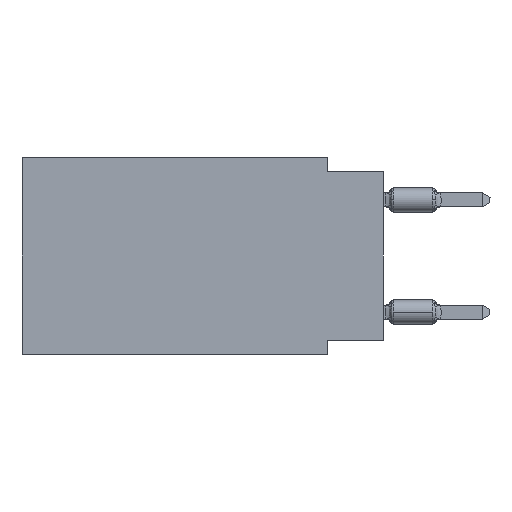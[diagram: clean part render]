
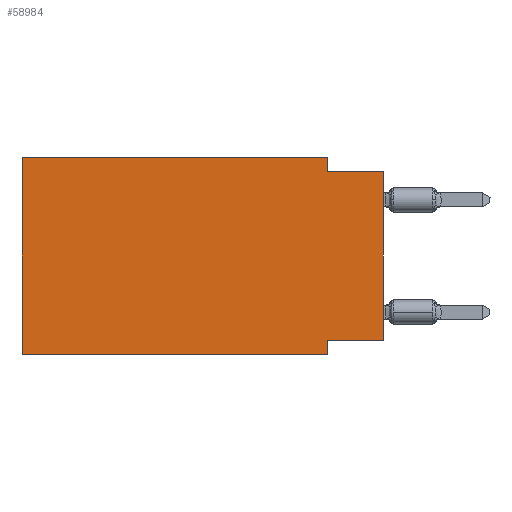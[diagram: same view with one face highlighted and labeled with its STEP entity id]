
A CAD part, left-side view. The second image highlights one B-rep face of the part: STEP entity #58984.
In plain terms, the highlighted planar face has unit normal (-1, 0, 0).
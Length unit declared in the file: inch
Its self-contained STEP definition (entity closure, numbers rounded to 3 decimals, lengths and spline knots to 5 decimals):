
#158 = VECTOR ( 'NONE', #52702, 39.37008 ) ;
#2123 = VERTEX_POINT ( 'NONE', #5133 ) ;
#2327 = DIRECTION ( 'NONE',  ( 1., 0., 0. ) ) ;
#3468 = CARTESIAN_POINT ( 'NONE',  ( 0., 0.1, 0. ) ) ;
#3826 = ORIENTED_EDGE ( 'NONE', *, *, #56564, .F. ) ;
#4718 = DIRECTION ( 'NONE',  ( 0., -1., 0. ) ) ;
#5051 = CARTESIAN_POINT ( 'NONE',  ( 0., 0.645, -0.35 ) ) ;
#5133 = CARTESIAN_POINT ( 'NONE',  ( 0., 0.1, -0.35 ) ) ;
#6611 = VERTEX_POINT ( 'NONE', #32920 ) ;
#6861 = VERTEX_POINT ( 'NONE', #15915 ) ;
#8188 = LINE ( 'NONE', #48318, #38144 ) ;
#9165 = VECTOR ( 'NONE', #58999, 39.37008 ) ;
#11900 = VECTOR ( 'NONE', #4718, 39.37008 ) ;
#11938 = VERTEX_POINT ( 'NONE', #13481 ) ;
#12245 = LINE ( 'NONE', #31828, #158 ) ;
#13329 = VERTEX_POINT ( 'NONE', #35204 ) ;
#13333 = LINE ( 'NONE', #20940, #52430 ) ;
#13481 = CARTESIAN_POINT ( 'NONE',  ( 0., 0.645, 0. ) ) ;
#15486 = CARTESIAN_POINT ( 'NONE',  ( 0., 0.1, -0.35 ) ) ;
#15793 = LINE ( 'NONE', #15486, #51800 ) ;
#15915 = CARTESIAN_POINT ( 'NONE',  ( 0., 0.1, -0.325 ) ) ;
#16285 = CARTESIAN_POINT ( 'NONE',  ( 0., 0., -0.025 ) ) ;
#18522 = ORIENTED_EDGE ( 'NONE', *, *, #61439, .F. ) ;
#19261 = AXIS2_PLACEMENT_3D ( 'NONE', #31396, #2327, #22238 ) ;
#19723 = DIRECTION ( 'NONE',  ( 0., 0., -1. ) ) ;
#20940 = CARTESIAN_POINT ( 'NONE',  ( 0., 0., -0.325 ) ) ;
#22238 = DIRECTION ( 'NONE',  ( 0., 0., -1. ) ) ;
#23396 = CARTESIAN_POINT ( 'NONE',  ( 0., 0., 0. ) ) ;
#24390 = DIRECTION ( 'NONE',  ( 0., 0., 1. ) ) ;
#25224 = EDGE_CURVE ( 'NONE', #37357, #43213, #64193, .T. ) ;
#25570 = EDGE_CURVE ( 'NONE', #11938, #13329, #12245, .T. ) ;
#26162 = DIRECTION ( 'NONE',  ( 0., 1., 0. ) ) ;
#27116 = ORIENTED_EDGE ( 'NONE', *, *, #25570, .F. ) ;
#28786 = EDGE_CURVE ( 'NONE', #6611, #2123, #29506, .T. ) ;
#28999 = CARTESIAN_POINT ( 'NONE',  ( 0., 0.1, -0.025 ) ) ;
#29506 = LINE ( 'NONE', #5051, #11900 ) ;
#31396 = CARTESIAN_POINT ( 'NONE',  ( 0., 0.645, 0. ) ) ;
#31828 = CARTESIAN_POINT ( 'NONE',  ( 0., 0.645, 0. ) ) ;
#31981 = VECTOR ( 'NONE', #38067, 39.37008 ) ;
#32346 = DIRECTION ( 'NONE',  ( 0., 0., 1. ) ) ;
#32920 = CARTESIAN_POINT ( 'NONE',  ( 0., 0.645, -0.35 ) ) ;
#33394 = EDGE_CURVE ( 'NONE', #6611, #11938, #8188, .T. ) ;
#34098 = ORIENTED_EDGE ( 'NONE', *, *, #41043, .F. ) ;
#35204 = CARTESIAN_POINT ( 'NONE',  ( 0., 0.1, 0. ) ) ;
#37284 = EDGE_CURVE ( 'NONE', #39817, #43213, #43671, .T. ) ;
#37357 = VERTEX_POINT ( 'NONE', #38756 ) ;
#37582 = FACE_OUTER_BOUND ( 'NONE', #53521, .T. ) ;
#38067 = DIRECTION ( 'NONE',  ( 0., 0., -1. ) ) ;
#38144 = VECTOR ( 'NONE', #32346, 39.37008 ) ;
#38756 = CARTESIAN_POINT ( 'NONE',  ( 0., 0., -0.325 ) ) ;
#39817 = VERTEX_POINT ( 'NONE', #28999 ) ;
#40890 = ORIENTED_EDGE ( 'NONE', *, *, #37284, .F. ) ;
#41043 = EDGE_CURVE ( 'NONE', #6861, #2123, #15793, .T. ) ;
#43213 = VERTEX_POINT ( 'NONE', #16285 ) ;
#43671 = LINE ( 'NONE', #62894, #9165 ) ;
#47862 = LINE ( 'NONE', #3468, #31981 ) ;
#48318 = CARTESIAN_POINT ( 'NONE',  ( 0., 0.645, 0. ) ) ;
#51800 = VECTOR ( 'NONE', #19723, 39.37008 ) ;
#51886 = ORIENTED_EDGE ( 'NONE', *, *, #33394, .F. ) ;
#52430 = VECTOR ( 'NONE', #26162, 39.37008 ) ;
#52702 = DIRECTION ( 'NONE',  ( 0., -1., 0. ) ) ;
#53521 = EDGE_LOOP ( 'NONE', ( #55889, #40890, #18522, #27116, #51886, #54110, #34098, #3826 ) ) ;
#54110 = ORIENTED_EDGE ( 'NONE', *, *, #28786, .T. ) ;
#55889 = ORIENTED_EDGE ( 'NONE', *, *, #25224, .T. ) ;
#56564 = EDGE_CURVE ( 'NONE', #37357, #6861, #13333, .T. ) ;
#57190 = PLANE ( 'NONE',  #19261 ) ;
#58984 = ADVANCED_FACE ( 'NONE', ( #37582 ), #57190, .F. ) ;
#58999 = DIRECTION ( 'NONE',  ( 0., -1., 0. ) ) ;
#59554 = VECTOR ( 'NONE', #24390, 39.37008 ) ;
#61439 = EDGE_CURVE ( 'NONE', #13329, #39817, #47862, .T. ) ;
#62894 = CARTESIAN_POINT ( 'NONE',  ( 0., 0., -0.025 ) ) ;
#64193 = LINE ( 'NONE', #23396, #59554 ) ;
